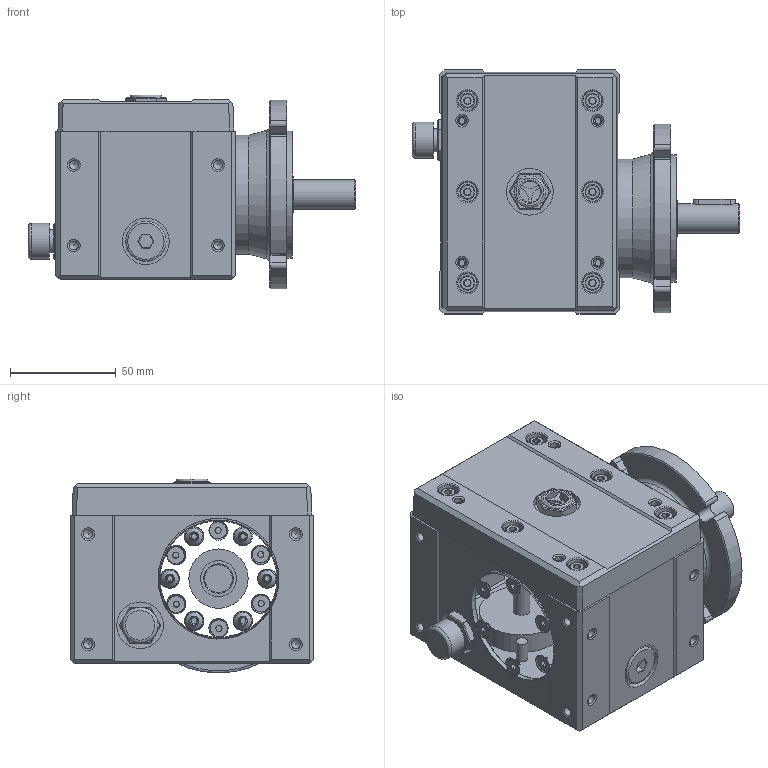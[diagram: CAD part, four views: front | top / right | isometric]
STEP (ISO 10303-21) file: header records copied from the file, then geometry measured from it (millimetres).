
FILE_DESCRIPTION( ( 'Unknown' ), '1' );
FILE_NAME( '1-11MG.stp', 'Unknown', ( 'Unknown' ), ( 'Unknown' ), 'PSStep 13.0', 'Unknown', ' ' );
FILE_SCHEMA( ( 'AUTOMOTIVE_DESIGN { 1 0 10303 214 1 1 1 1 }' ) );
Length unit declared in the file: millimetre
Products named in the file (1): Gehaeuse
Bounding box: 154.5 x 115 x 91.5 mm (x, y, z)
Volume: 872096.1 mm3; surface area: 87896.6 mm2
Topology: 1 solids, 11 shells, 746 faces, 1817 edges, 1171 vertices
Faces by surface type: plane 424, cone 142, cylinder 132, torus 48
Full cylindrical faces by diameter (mm): 4 x12, 4.2 x24, 4.3 x6, 4.5 x6, 5.5 x4, 7 x6, 8 x7, 10 x1, 11 x1, 14 x1, 17 x4, 18 x1, 19 x5, 22 x5, 28 x1, 40 x1, 56 x3, 57 x3, 60 x1
Entity records: 30379 total; most frequent: CARTESIAN_POINT 8333, DIRECTION 3325, ORIENTED_EDGE 2984, EDGE_CURVE 1492, AXIS2_PLACEMENT_3D 1246, VERTEX_POINT 1066, EDGE_LOOP 1048, FACE_OUTER_BOUND 864
